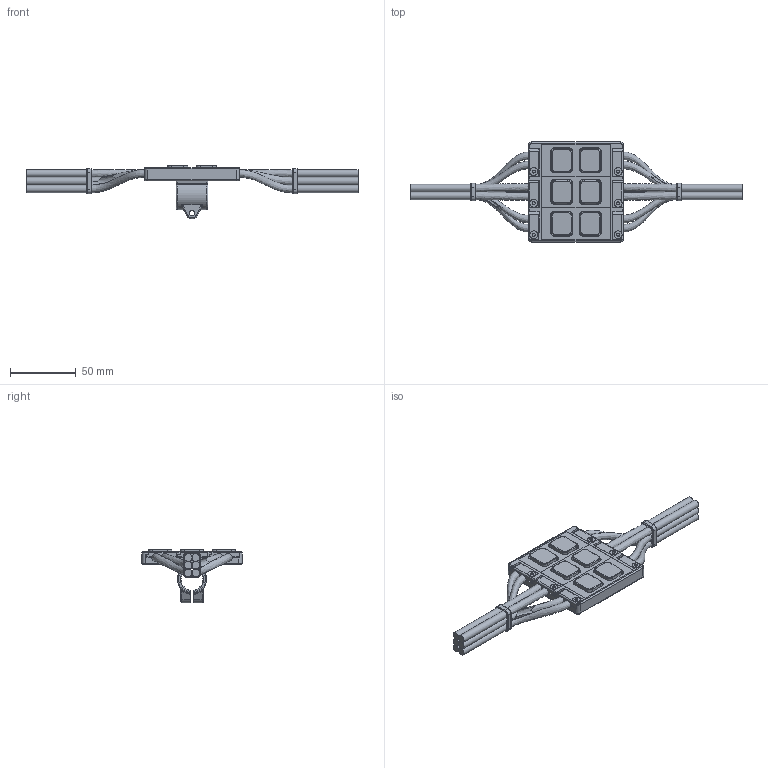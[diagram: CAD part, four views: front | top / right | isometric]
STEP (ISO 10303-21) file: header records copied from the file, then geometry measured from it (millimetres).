
FILE_DESCRIPTION(/* description */ (''),/* implementation_level */ '2;1');
FILE_NAME(/* name */ 'Generic SwitchBox v7.step',/* time_stamp */ '2021-03-25T16:58:49+01:00',/* author */ (''),/* organization */ (''),/* preprocessor_version */ 'ST-DEVELOPER v18.1',/* originating_system */ 'Autodesk Translation Framework v9.10.0.1330',/* authorisation */ '');
FILE_SCHEMA (('AUTOMOTIVE_DESIGN { 1 0 10303 214 3 1 1 }'));
Length unit declared in the file: millimetre
Products named in the file (8): Generic SwitchBox; Switch; Housing; Clamp; Screws; 91294A128; Cables; Cable Ties
Assembly tree (14 placements, depth 4):
  Generic SwitchBox
    Switch  x3
    Housing
      Clamp
      Screws
        91294A128  x6
    Cables
      Cable Ties
Bounding box: 251.7 x 76 x 40.94 mm (x, y, z)
Volume: 69938.9 mm3; surface area: 65338 mm2
Topology: 23 solids, 23 shells, 1132 faces, 3065 edges, 1947 vertices
Faces by surface type: plane 499, cylinder 467, cone 72, torus 56, bspline 38
Full cylindrical faces by diameter (mm): 1.2 x12, 2.35 x66, 2.4 x6, 3 x72, 4 x2, 5.8 x12, 6 x12
Entity records: 25010 total; most frequent: CARTESIAN_POINT 8566, DIRECTION 3434, ORIENTED_EDGE 3410, EDGE_CURVE 1705, AXIS2_PLACEMENT_3D 1232, VERTEX_POINT 1078, LINE 970, VECTOR 970
